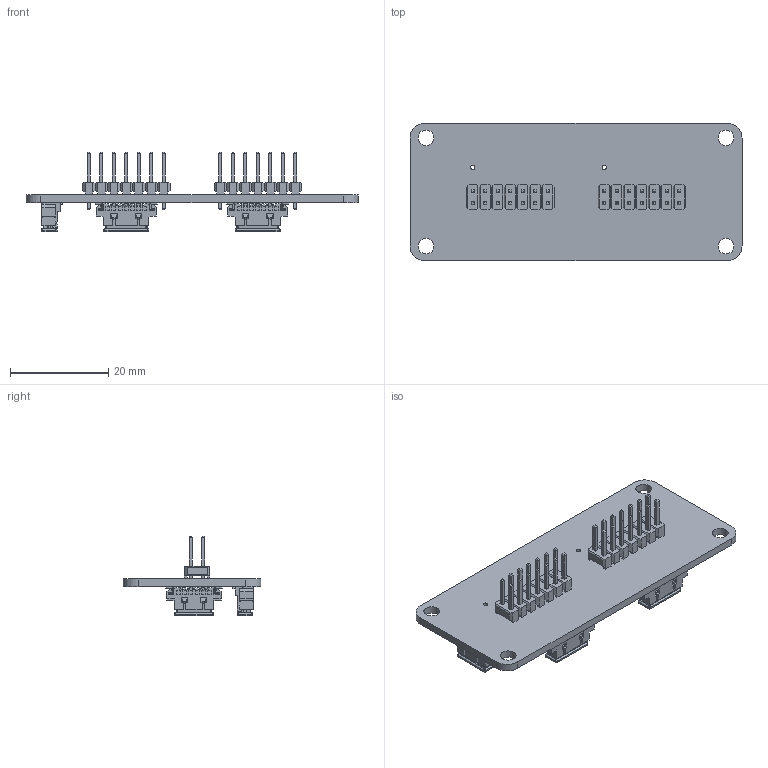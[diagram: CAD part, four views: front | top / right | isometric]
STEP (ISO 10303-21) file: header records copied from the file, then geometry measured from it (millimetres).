
FILE_DESCRIPTION(('Open CASCADE Model'),'2;1');
FILE_NAME('Open CASCADE Shape Model','2020-06-01T14:29:05',('Author'),( 'Open CASCADE'),'Open CASCADE STEP processor 6.8','Open CASCADE 6.8' ,'Unknown');
FILE_SCHEMA(('AUTOMOTIVE_DESIGN { 1 0 10303 214 1 1 1 1 }'));
Length unit declared in the file: millimetre
Products named in the file (15): PCB; Board; CN5; User_Library-molex_53398_white_(4); 510210600_6posHousingPicoblade; CN4; m20-9980745_asm; M20-998-MOULD; M20-998-PIN; CN3; CN1; CN2; User_Library-molex_53398_white_(3); 510210500_5posHousingPicoblade; Free-Models
Assembly tree (30 placements, depth 4):
  PCB
    Board
    CN5
      User_Library-molex_53398_white_(4)
      510210600_6posHousingPicoblade
    CN4
      m20-9980745_asm
        M20-998-MOULD
        M20-998-PIN  x14
    CN3
      User_Library-molex_53398_white_(4)
      510210600_6posHousingPicoblade
    CN1
      m20-9980745_asm
        M20-998-MOULD
        M20-998-PIN  x14
    CN2
      User_Library-molex_53398_white_(3)
      510210500_5posHousingPicoblade
    Free-Models
Bounding box: 67.5 x 28 x 16.12 mm (x, y, z)
Volume: 3834.4 mm3; surface area: 7231.9 mm2
Topology: 43 solids, 43 shells, 2587 faces, 6587 edges, 4166 vertices
Faces by surface type: plane 2492, cylinder 89, sphere 6
Full cylindrical faces by diameter (mm): 0.9 x2, 1 x28, 3.2 x4
Entity records: 46759 total; most frequent: CARTESIAN_POINT 7597, ORIENTED_EDGE 7396, DIRECTION 6680, EDGE_CURVE 3698, LINE 3558, VECTOR 3558, VERTEX_POINT 2370, AXIS2_PLACEMENT_3D 1561
